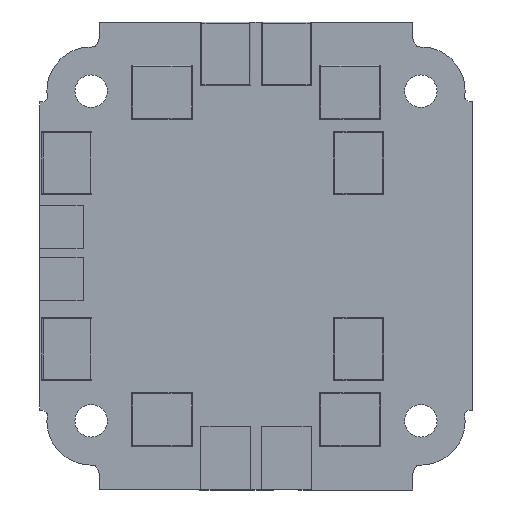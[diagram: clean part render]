
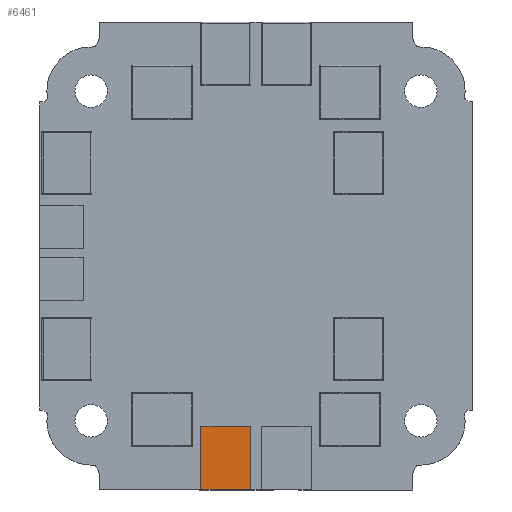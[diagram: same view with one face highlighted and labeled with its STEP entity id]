
A CAD part, front view. The second image highlights one B-rep face of the part: STEP entity #6461.
In plain terms, the highlighted planar face has unit normal (0, -1, 0).
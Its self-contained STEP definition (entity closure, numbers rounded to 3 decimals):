
#299 = CARTESIAN_POINT ( 'NONE',  ( -5.1, -1.25, -15.75 ) ) ;
#802 = LINE ( 'NONE', #10246, #9000 ) ;
#991 = ORIENTED_EDGE ( 'NONE', *, *, #14683, .F. ) ;
#999 = ORIENTED_EDGE ( 'NONE', *, *, #12603, .F. ) ;
#1532 = PLANE ( 'NONE',  #3508 ) ;
#1774 = CARTESIAN_POINT ( 'NONE',  ( -0.502, -1.25, -21.65 ) ) ;
#2739 = VECTOR ( 'NONE', #11289, 1000. ) ;
#3508 = AXIS2_PLACEMENT_3D ( 'NONE', #6062, #11994, #16345 ) ;
#4061 = VERTEX_POINT ( 'NONE', #16780 ) ;
#4825 = EDGE_LOOP ( 'NONE', ( #11663, #991, #999, #7882 ) ) ;
#5763 = DIRECTION ( 'NONE',  ( 0., 0., -1. ) ) ;
#6062 = CARTESIAN_POINT ( 'NONE',  ( 0., -1.25, 0. ) ) ;
#6461 = ADVANCED_FACE ( 'NONE', ( #7021 ), #1532, .F. ) ;
#7021 = FACE_OUTER_BOUND ( 'NONE', #4825, .T. ) ;
#7882 = ORIENTED_EDGE ( 'NONE', *, *, #8786, .F. ) ;
#8024 = CARTESIAN_POINT ( 'NONE',  ( -5.1, -1.25, -21.65 ) ) ;
#8063 = VERTEX_POINT ( 'NONE', #15922 ) ;
#8786 = EDGE_CURVE ( 'NONE', #4061, #8063, #16359, .T. ) ;
#9000 = VECTOR ( 'NONE', #5763, 1000. ) ;
#10159 = DIRECTION ( 'NONE',  ( -1., 0., 0. ) ) ;
#10246 = CARTESIAN_POINT ( 'NONE',  ( -0.502, -1.25, -21.65 ) ) ;
#11157 = LINE ( 'NONE', #15947, #2739 ) ;
#11289 = DIRECTION ( 'NONE',  ( 0., 0., 1. ) ) ;
#11663 = ORIENTED_EDGE ( 'NONE', *, *, #17888, .F. ) ;
#11994 = DIRECTION ( 'NONE',  ( 0., 1., 0. ) ) ;
#12603 = EDGE_CURVE ( 'NONE', #8063, #18844, #802, .T. ) ;
#14683 = EDGE_CURVE ( 'NONE', #18844, #15631, #16221, .T. ) ;
#15248 = DIRECTION ( 'NONE',  ( 1., 0., 0. ) ) ;
#15276 = VECTOR ( 'NONE', #10159, 1000. ) ;
#15400 = VECTOR ( 'NONE', #15248, 1000. ) ;
#15631 = VERTEX_POINT ( 'NONE', #8024 ) ;
#15922 = CARTESIAN_POINT ( 'NONE',  ( -0.502, -1.25, -15.75 ) ) ;
#15947 = CARTESIAN_POINT ( 'NONE',  ( -5.1, -1.25, -21.65 ) ) ;
#16221 = LINE ( 'NONE', #17590, #15276 ) ;
#16345 = DIRECTION ( 'NONE',  ( 0., 0., 1. ) ) ;
#16359 = LINE ( 'NONE', #299, #15400 ) ;
#16780 = CARTESIAN_POINT ( 'NONE',  ( -5.1, -1.25, -15.75 ) ) ;
#17590 = CARTESIAN_POINT ( 'NONE',  ( -5.1, -1.25, -21.65 ) ) ;
#17888 = EDGE_CURVE ( 'NONE', #15631, #4061, #11157, .T. ) ;
#18844 = VERTEX_POINT ( 'NONE', #1774 ) ;
